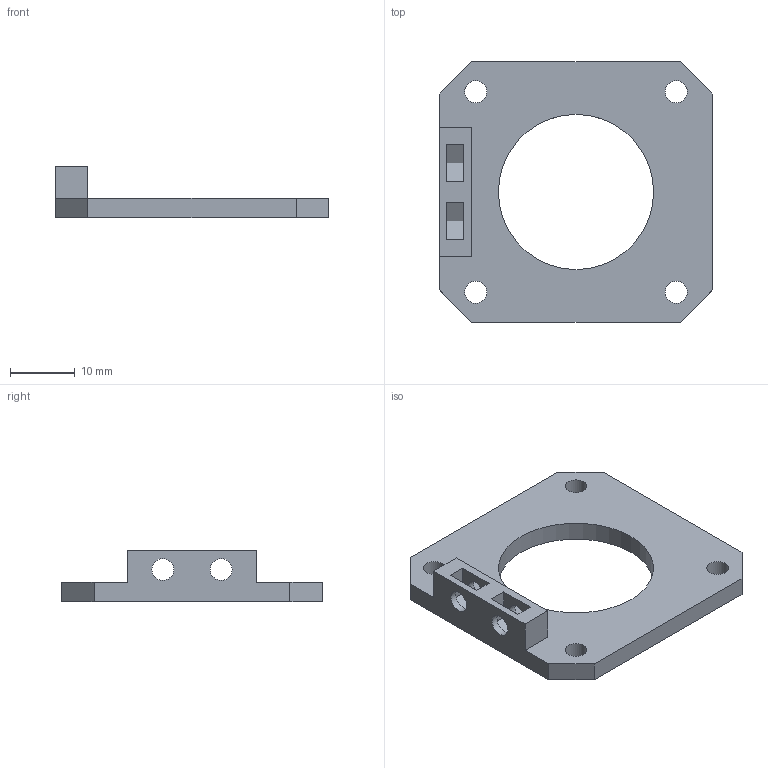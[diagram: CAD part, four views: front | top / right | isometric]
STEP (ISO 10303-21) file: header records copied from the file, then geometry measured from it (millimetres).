
FILE_DESCRIPTION(('FreeCAD Model'),'2;1');
FILE_NAME('Art4MotorFix.step', '2017-01-10T08:55:59',('Author'),(''), 'Open CASCADE STEP processor 6.8','FreeCAD','Unknown');
FILE_SCHEMA(('AUTOMOTIVE_DESIGN_CC2 { 1 2 10303 214 -1 1 5 4 }'));
Length unit declared in the file: millimetre
Products named in the file (2): ASSEMBLY; Art4MotorFix
Assembly tree (1 placements, depth 2):
  ASSEMBLY
    Art4MotorFix
Bounding box: 42.3 x 40.3 x 8 mm (x, y, z)
Volume: 3778.8 mm3; surface area: 3561.6 mm2
Topology: 1 solids, 1 shells, 35 faces, 93 edges, 62 vertices
Faces by surface type: plane 26, cylinder 9
Full cylindrical faces by diameter (mm): 3.4 x8, 24 x1
Entity records: 2377 total; most frequent: CARTESIAN_POINT 442, DIRECTION 347, LINE 227, VECTOR 227, ORIENTED_EDGE 186, PCURVE 186, DEFINITIONAL_REPRESENTATION 186, EDGE_CURVE 93
